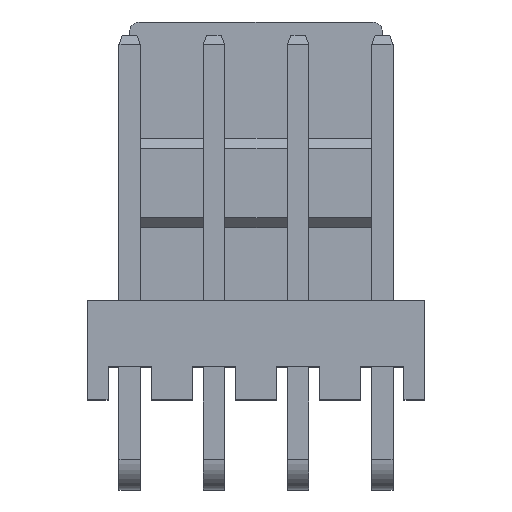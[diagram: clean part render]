
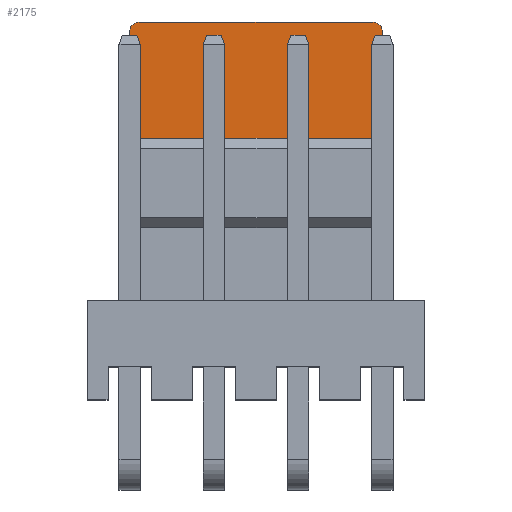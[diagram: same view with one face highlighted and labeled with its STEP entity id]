
A CAD part, top view. The second image highlights one B-rep face of the part: STEP entity #2175.
In plain terms, the highlighted planar face has unit normal (0, 0, 1).
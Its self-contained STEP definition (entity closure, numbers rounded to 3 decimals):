
#8 = EDGE_CURVE ( 'NONE', #1746, #3139, #2529, .T. ) ;
#63 = DIRECTION ( 'NONE',  ( -1., 0., 0. ) ) ;
#78 = CARTESIAN_POINT ( 'NONE',  ( 7.62, 10.28, 0.9 ) ) ;
#192 = EDGE_LOOP ( 'NONE', ( #3957, #3601, #1108, #3181, #3680, #2384 ) ) ;
#234 = VECTOR ( 'NONE', #643, 1000. ) ;
#589 = EDGE_CURVE ( 'NONE', #646, #1351, #2284, .T. ) ;
#634 = CIRCLE ( 'NONE', #2168, 0.3 ) ;
#643 = DIRECTION ( 'NONE',  ( 1., 0., 0. ) ) ;
#646 = VERTEX_POINT ( 'NONE', #1951 ) ;
#793 = DIRECTION ( 'NONE',  ( 0., 0., -1. ) ) ;
#846 = DIRECTION ( 'NONE',  ( 0., 1., 0. ) ) ;
#869 = EDGE_CURVE ( 'NONE', #1399, #2703, #634, .T. ) ;
#933 = CARTESIAN_POINT ( 'NONE',  ( 0.3, 13.48, 0.9 ) ) ;
#965 = LINE ( 'NONE', #3950, #234 ) ;
#1075 = VECTOR ( 'NONE', #846, 1000. ) ;
#1108 = ORIENTED_EDGE ( 'NONE', *, *, #869, .F. ) ;
#1217 = CARTESIAN_POINT ( 'NONE',  ( 0., 13.48, 0.9 ) ) ;
#1245 = VECTOR ( 'NONE', #2900, 1000. ) ;
#1346 = CARTESIAN_POINT ( 'NONE',  ( 7.62, 10.28, 0.9 ) ) ;
#1351 = VERTEX_POINT ( 'NONE', #2752 ) ;
#1399 = VERTEX_POINT ( 'NONE', #1217 ) ;
#1744 = CARTESIAN_POINT ( 'NONE',  ( 7.62, 0., 0.9 ) ) ;
#1746 = VERTEX_POINT ( 'NONE', #2198 ) ;
#1951 = CARTESIAN_POINT ( 'NONE',  ( 7.32, 13.78, 0.9 ) ) ;
#1991 = DIRECTION ( 'NONE',  ( 1., 0., 0. ) ) ;
#2081 = DIRECTION ( 'NONE',  ( 0., 1., 0. ) ) ;
#2108 = EDGE_CURVE ( 'NONE', #2703, #646, #965, .T. ) ;
#2168 = AXIS2_PLACEMENT_3D ( 'NONE', #933, #2828, #63 ) ;
#2175 = ADVANCED_FACE ( 'NONE', ( #3697 ), #3355, .T. ) ;
#2198 = CARTESIAN_POINT ( 'NONE',  ( 0., 10.28, 0.9 ) ) ;
#2253 = DIRECTION ( 'NONE',  ( 0., 0., 1. ) ) ;
#2284 = CIRCLE ( 'NONE', #3128, 0.3 ) ;
#2288 = AXIS2_PLACEMENT_3D ( 'NONE', #78, #2253, #3485 ) ;
#2298 = EDGE_CURVE ( 'NONE', #1746, #1399, #3600, .T. ) ;
#2384 = ORIENTED_EDGE ( 'NONE', *, *, #3179, .T. ) ;
#2524 = CARTESIAN_POINT ( 'NONE',  ( 0.3, 13.78, 0.9 ) ) ;
#2529 = LINE ( 'NONE', #1346, #1245 ) ;
#2560 = CARTESIAN_POINT ( 'NONE',  ( 7.32, 13.48, 0.9 ) ) ;
#2703 = VERTEX_POINT ( 'NONE', #2524 ) ;
#2708 = CARTESIAN_POINT ( 'NONE',  ( 0., 0., 0.9 ) ) ;
#2752 = CARTESIAN_POINT ( 'NONE',  ( 7.62, 13.48, 0.9 ) ) ;
#2828 = DIRECTION ( 'NONE',  ( 0., 0., -1. ) ) ;
#2900 = DIRECTION ( 'NONE',  ( 1., 0., 0. ) ) ;
#3128 = AXIS2_PLACEMENT_3D ( 'NONE', #2560, #793, #1991 ) ;
#3139 = VERTEX_POINT ( 'NONE', #3569 ) ;
#3179 = EDGE_CURVE ( 'NONE', #3139, #1351, #3227, .T. ) ;
#3181 = ORIENTED_EDGE ( 'NONE', *, *, #2298, .F. ) ;
#3227 = LINE ( 'NONE', #1744, #1075 ) ;
#3355 = PLANE ( 'NONE',  #2288 ) ;
#3485 = DIRECTION ( 'NONE',  ( 0., -1., 0. ) ) ;
#3569 = CARTESIAN_POINT ( 'NONE',  ( 7.62, 10.28, 0.9 ) ) ;
#3600 = LINE ( 'NONE', #2708, #3780 ) ;
#3601 = ORIENTED_EDGE ( 'NONE', *, *, #2108, .F. ) ;
#3680 = ORIENTED_EDGE ( 'NONE', *, *, #8, .T. ) ;
#3697 = FACE_OUTER_BOUND ( 'NONE', #192, .T. ) ;
#3780 = VECTOR ( 'NONE', #2081, 1000. ) ;
#3950 = CARTESIAN_POINT ( 'NONE',  ( 7.62, 13.78, 0.9 ) ) ;
#3957 = ORIENTED_EDGE ( 'NONE', *, *, #589, .F. ) ;
